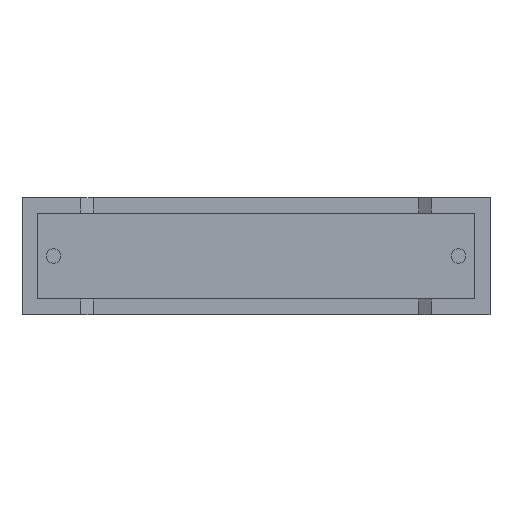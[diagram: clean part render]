
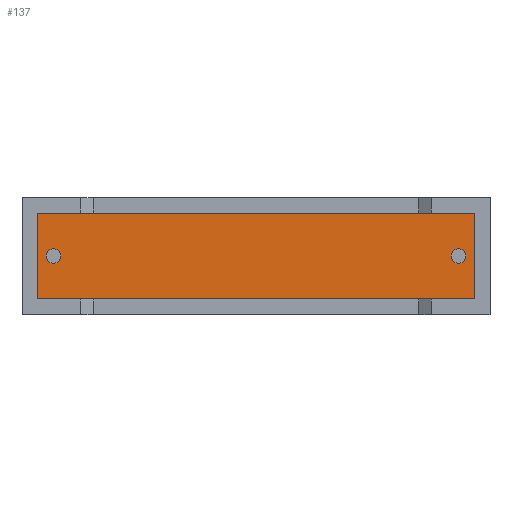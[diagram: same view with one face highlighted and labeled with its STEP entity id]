
A CAD part, front view. The second image highlights one B-rep face of the part: STEP entity #137.
In plain terms, the highlighted planar face has unit normal (0, -1, 0).
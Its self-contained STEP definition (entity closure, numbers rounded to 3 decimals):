
#32 = DIRECTION ( 'NONE',  ( 1., 0., 0. ) ) ;
#82 = DIRECTION ( 'NONE',  ( -1., 0., 0. ) ) ;
#88 = FACE_BOUND ( 'NONE', #1380, .T. ) ;
#137 = ADVANCED_FACE ( 'NONE', ( #1675, #2165, #88 ), #999, .T. ) ;
#202 = ORIENTED_EDGE ( 'NONE', *, *, #2750, .F. ) ;
#225 = DIRECTION ( 'NONE',  ( 0., 0., -1. ) ) ;
#283 = AXIS2_PLACEMENT_3D ( 'NONE', #2608, #2117, #225 ) ;
#287 = CARTESIAN_POINT ( 'NONE',  ( 0.867, 0.75, 0.867 ) ) ;
#359 = EDGE_CURVE ( 'NONE', #1052, #2791, #1600, .T. ) ;
#372 = DIRECTION ( 'NONE',  ( 0., 0., -1. ) ) ;
#389 = CIRCLE ( 'NONE', #283, 0.4 ) ;
#436 = EDGE_CURVE ( 'NONE', #2644, #2870, #1687, .T. ) ;
#439 = ORIENTED_EDGE ( 'NONE', *, *, #931, .F. ) ;
#507 = ORIENTED_EDGE ( 'NONE', *, *, #1810, .F. ) ;
#656 = DIRECTION ( 'NONE',  ( 0., -1., 0. ) ) ;
#673 = ORIENTED_EDGE ( 'NONE', *, *, #3053, .T. ) ;
#703 = CARTESIAN_POINT ( 'NONE',  ( 24.25, 0.75, 3.25 ) ) ;
#712 = VERTEX_POINT ( 'NONE', #2159 ) ;
#713 = CARTESIAN_POINT ( 'NONE',  ( 0.867, 0.75, 5.633 ) ) ;
#752 = CARTESIAN_POINT ( 'NONE',  ( 25.133, 0.75, 0.867 ) ) ;
#931 = EDGE_CURVE ( 'NONE', #2077, #712, #1012, .T. ) ;
#934 = DIRECTION ( 'NONE',  ( 0., 0., -1. ) ) ;
#999 = PLANE ( 'NONE',  #2475 ) ;
#1010 = VECTOR ( 'NONE', #2106, 1000. ) ;
#1012 = CIRCLE ( 'NONE', #2721, 0.4 ) ;
#1051 = CARTESIAN_POINT ( 'NONE',  ( 25.133, 0.75, 0.867 ) ) ;
#1052 = VERTEX_POINT ( 'NONE', #713 ) ;
#1205 = CARTESIAN_POINT ( 'NONE',  ( 1.75, 0.75, 3.25 ) ) ;
#1260 = LINE ( 'NONE', #2190, #1757 ) ;
#1261 = ORIENTED_EDGE ( 'NONE', *, *, #436, .T. ) ;
#1313 = ORIENTED_EDGE ( 'NONE', *, *, #2157, .T. ) ;
#1380 = EDGE_LOOP ( 'NONE', ( #1602, #439 ) ) ;
#1439 = CARTESIAN_POINT ( 'NONE',  ( 24.25, 0.75, 2.85 ) ) ;
#1449 = VECTOR ( 'NONE', #2584, 1000. ) ;
#1600 = LINE ( 'NONE', #2523, #1010 ) ;
#1602 = ORIENTED_EDGE ( 'NONE', *, *, #2974, .F. ) ;
#1675 = FACE_BOUND ( 'NONE', #1821, .T. ) ;
#1687 = LINE ( 'NONE', #752, #1449 ) ;
#1688 = ORIENTED_EDGE ( 'NONE', *, *, #359, .T. ) ;
#1757 = VECTOR ( 'NONE', #82, 1000. ) ;
#1766 = DIRECTION ( 'NONE',  ( 0., -1., 0. ) ) ;
#1778 = CARTESIAN_POINT ( 'NONE',  ( 24.25, 0.75, 3.25 ) ) ;
#1793 = AXIS2_PLACEMENT_3D ( 'NONE', #1778, #1766, #2218 ) ;
#1798 = CARTESIAN_POINT ( 'NONE',  ( 24.25, 0.75, 3.65 ) ) ;
#1810 = EDGE_CURVE ( 'NONE', #2953, #2950, #2663, .T. ) ;
#1821 = EDGE_LOOP ( 'NONE', ( #202, #507 ) ) ;
#1895 = CARTESIAN_POINT ( 'NONE',  ( 1.75, 0.75, 2.85 ) ) ;
#2005 = CIRCLE ( 'NONE', #2100, 0.4 ) ;
#2053 = VECTOR ( 'NONE', #32, 1000. ) ;
#2077 = VERTEX_POINT ( 'NONE', #1895 ) ;
#2100 = AXIS2_PLACEMENT_3D ( 'NONE', #703, #656, #934 ) ;
#2106 = DIRECTION ( 'NONE',  ( 0., 0., -1. ) ) ;
#2117 = DIRECTION ( 'NONE',  ( 0., -1., 0. ) ) ;
#2140 = DIRECTION ( 'NONE',  ( 0., -1., 0. ) ) ;
#2149 = LINE ( 'NONE', #287, #2053 ) ;
#2157 = EDGE_CURVE ( 'NONE', #2870, #1052, #1260, .T. ) ;
#2159 = CARTESIAN_POINT ( 'NONE',  ( 1.75, 0.75, 3.65 ) ) ;
#2165 = FACE_OUTER_BOUND ( 'NONE', #3036, .T. ) ;
#2190 = CARTESIAN_POINT ( 'NONE',  ( 25.133, 0.75, 5.633 ) ) ;
#2208 = CARTESIAN_POINT ( 'NONE',  ( 25.133, 0.75, 5.633 ) ) ;
#2218 = DIRECTION ( 'NONE',  ( 0., 0., -1. ) ) ;
#2307 = CARTESIAN_POINT ( 'NONE',  ( 0.867, 0.75, 0.867 ) ) ;
#2475 = AXIS2_PLACEMENT_3D ( 'NONE', #2742, #2707, #372 ) ;
#2523 = CARTESIAN_POINT ( 'NONE',  ( 0.867, 0.75, 5.633 ) ) ;
#2574 = DIRECTION ( 'NONE',  ( 0., 0., -1. ) ) ;
#2584 = DIRECTION ( 'NONE',  ( 0., 0., 1. ) ) ;
#2608 = CARTESIAN_POINT ( 'NONE',  ( 1.75, 0.75, 3.25 ) ) ;
#2644 = VERTEX_POINT ( 'NONE', #1051 ) ;
#2663 = CIRCLE ( 'NONE', #1793, 0.4 ) ;
#2707 = DIRECTION ( 'NONE',  ( 0., -1., 0. ) ) ;
#2721 = AXIS2_PLACEMENT_3D ( 'NONE', #1205, #2140, #2574 ) ;
#2742 = CARTESIAN_POINT ( 'NONE',  ( 0., 0.75, 0. ) ) ;
#2750 = EDGE_CURVE ( 'NONE', #2950, #2953, #2005, .T. ) ;
#2791 = VERTEX_POINT ( 'NONE', #2307 ) ;
#2870 = VERTEX_POINT ( 'NONE', #2208 ) ;
#2950 = VERTEX_POINT ( 'NONE', #1798 ) ;
#2953 = VERTEX_POINT ( 'NONE', #1439 ) ;
#2974 = EDGE_CURVE ( 'NONE', #712, #2077, #389, .T. ) ;
#3036 = EDGE_LOOP ( 'NONE', ( #1688, #673, #1261, #1313 ) ) ;
#3053 = EDGE_CURVE ( 'NONE', #2791, #2644, #2149, .T. ) ;
